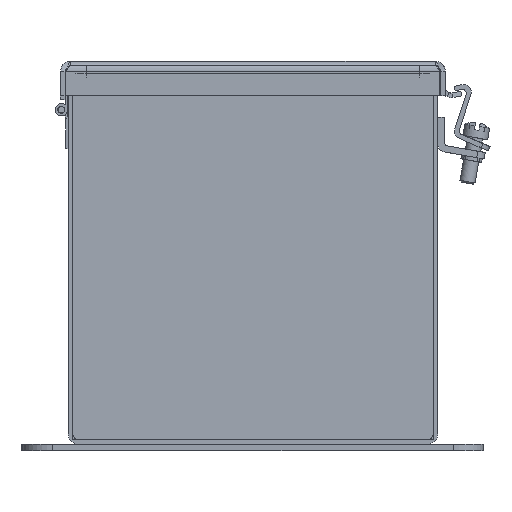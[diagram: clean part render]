
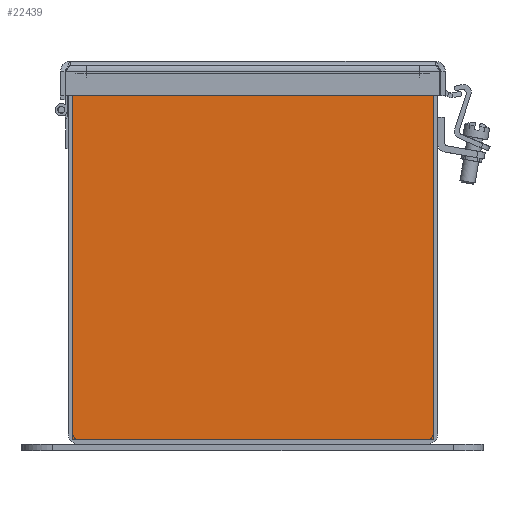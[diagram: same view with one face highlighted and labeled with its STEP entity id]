
A CAD part, left-side view. The second image highlights one B-rep face of the part: STEP entity #22439.
In plain terms, the highlighted planar face has unit normal (-1, 0, 0).
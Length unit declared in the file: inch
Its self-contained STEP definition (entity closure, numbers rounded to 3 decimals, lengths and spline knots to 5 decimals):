
#628 = VERTEX_POINT ( 'NONE', #1647 ) ;
#1015 = DIRECTION ( 'NONE',  ( 1., 0., 0. ) ) ;
#1097 = CARTESIAN_POINT ( 'NONE',  ( -18., -2.926, -1.176 ) ) ;
#1174 = LINE ( 'NONE', #3773, #26925 ) ;
#1359 = VECTOR ( 'NONE', #17406, 39.37008 ) ;
#1647 = CARTESIAN_POINT ( 'NONE',  ( -18., 2.4275, 4.58205 ) ) ;
#2519 = DIRECTION ( 'NONE',  ( 0., 0., -1. ) ) ;
#2604 = VECTOR ( 'NONE', #3930, 39.37008 ) ;
#3773 = CARTESIAN_POINT ( 'NONE',  ( -18., 0., 4.676 ) ) ;
#3776 = EDGE_CURVE ( 'NONE', #34084, #7469, #16381, .T. ) ;
#3930 = DIRECTION ( 'NONE',  ( 0., 0., 1. ) ) ;
#3985 = LINE ( 'NONE', #15297, #12410 ) ;
#4653 = LINE ( 'NONE', #21901, #34880 ) ;
#4980 = EDGE_CURVE ( 'NONE', #19585, #33135, #11657, .T. ) ;
#5417 = CARTESIAN_POINT ( 'NONE',  ( -18., 2.4275, 4.58225 ) ) ;
#5571 = ORIENTED_EDGE ( 'NONE', *, *, #4980, .F. ) ;
#5886 = LINE ( 'NONE', #8830, #34100 ) ;
#5988 = CARTESIAN_POINT ( 'NONE',  ( -18., 2.926, 4.676 ) ) ;
#6974 = VECTOR ( 'NONE', #21407, 39.37008 ) ;
#7469 = VERTEX_POINT ( 'NONE', #14914 ) ;
#7574 = DIRECTION ( 'NONE',  ( 0., 0., -1. ) ) ;
#8532 = ORIENTED_EDGE ( 'NONE', *, *, #25744, .F. ) ;
#8633 = LINE ( 'NONE', #16804, #36125 ) ;
#8692 = CARTESIAN_POINT ( 'NONE',  ( -18., 2.926, -1.176 ) ) ;
#8830 = CARTESIAN_POINT ( 'NONE',  ( -18., -2.926, 1.75 ) ) ;
#9303 = VERTEX_POINT ( 'NONE', #29969 ) ;
#10234 = VERTEX_POINT ( 'NONE', #32278 ) ;
#10406 = ORIENTED_EDGE ( 'NONE', *, *, #11393, .F. ) ;
#10531 = LINE ( 'NONE', #33331, #34348 ) ;
#10876 = ORIENTED_EDGE ( 'NONE', *, *, #24227, .T. ) ;
#11393 = EDGE_CURVE ( 'NONE', #23272, #19585, #5886, .T. ) ;
#11657 = LINE ( 'NONE', #31607, #12898 ) ;
#12410 = VECTOR ( 'NONE', #29675, 39.37008 ) ;
#12898 = VECTOR ( 'NONE', #34802, 39.37008 ) ;
#13891 = VERTEX_POINT ( 'NONE', #21075 ) ;
#14032 = DIRECTION ( 'NONE',  ( 0., -1., 0. ) ) ;
#14195 = AXIS2_PLACEMENT_3D ( 'NONE', #29702, #1015, #29882 ) ;
#14914 = CARTESIAN_POINT ( 'NONE',  ( -18., -2.4277, 4.676 ) ) ;
#15297 = CARTESIAN_POINT ( 'NONE',  ( -18., -2.4277, 4.58205 ) ) ;
#15375 = CARTESIAN_POINT ( 'NONE',  ( -18., -2.4277, 4.58205 ) ) ;
#15592 = CARTESIAN_POINT ( 'NONE',  ( -18., -2.4275, 4.58225 ) ) ;
#16381 = LINE ( 'NONE', #27607, #17266 ) ;
#16804 = CARTESIAN_POINT ( 'NONE',  ( -18., 0., 4.58225 ) ) ;
#17266 = VECTOR ( 'NONE', #33607, 39.37008 ) ;
#17406 = DIRECTION ( 'NONE',  ( 0., 1., 0. ) ) ;
#17534 = FACE_OUTER_BOUND ( 'NONE', #19422, .T. ) ;
#18072 = VECTOR ( 'NONE', #19167, 39.37008 ) ;
#19167 = DIRECTION ( 'NONE',  ( 0., 0., 1. ) ) ;
#19210 = ORIENTED_EDGE ( 'NONE', *, *, #27615, .F. ) ;
#19422 = EDGE_LOOP ( 'NONE', ( #29738, #23534, #29624, #20260, #10876, #35650, #21232, #8532, #5571, #10406, #19210, #33788 ) ) ;
#19585 = VERTEX_POINT ( 'NONE', #1097 ) ;
#20203 = LINE ( 'NONE', #26211, #1359 ) ;
#20260 = ORIENTED_EDGE ( 'NONE', *, *, #34178, .T. ) ;
#20470 = CARTESIAN_POINT ( 'NONE',  ( -18., 0., 4.676 ) ) ;
#20662 = DIRECTION ( 'NONE',  ( 0., -1., 0. ) ) ;
#21075 = CARTESIAN_POINT ( 'NONE',  ( -18., -2.4275, 4.58205 ) ) ;
#21232 = ORIENTED_EDGE ( 'NONE', *, *, #34658, .F. ) ;
#21407 = DIRECTION ( 'NONE',  ( 0., -1., 0. ) ) ;
#21901 = CARTESIAN_POINT ( 'NONE',  ( -18., 2.4277, 1.75 ) ) ;
#22439 = ADVANCED_FACE ( 'NONE', ( #17534 ), #31037, .F. ) ;
#23272 = VERTEX_POINT ( 'NONE', #27065 ) ;
#23534 = ORIENTED_EDGE ( 'NONE', *, *, #28120, .T. ) ;
#23651 = LINE ( 'NONE', #20470, #6974 ) ;
#24227 = EDGE_CURVE ( 'NONE', #628, #10234, #20203, .T. ) ;
#25744 = EDGE_CURVE ( 'NONE', #33135, #34933, #36207, .T. ) ;
#26211 = CARTESIAN_POINT ( 'NONE',  ( -18., 2.4275, 4.58205 ) ) ;
#26925 = VECTOR ( 'NONE', #20662, 39.37008 ) ;
#27065 = CARTESIAN_POINT ( 'NONE',  ( -18., -2.926, 4.676 ) ) ;
#27154 = VERTEX_POINT ( 'NONE', #5417 ) ;
#27607 = CARTESIAN_POINT ( 'NONE',  ( -18., -2.4277, 1.75 ) ) ;
#27615 = EDGE_CURVE ( 'NONE', #7469, #23272, #1174, .T. ) ;
#28120 = EDGE_CURVE ( 'NONE', #13891, #33902, #32245, .T. ) ;
#29424 = CARTESIAN_POINT ( 'NONE',  ( -18., -2.4275, 4.58205 ) ) ;
#29624 = ORIENTED_EDGE ( 'NONE', *, *, #33455, .F. ) ;
#29675 = DIRECTION ( 'NONE',  ( 0., 1., 0. ) ) ;
#29702 = CARTESIAN_POINT ( 'NONE',  ( -18., 0., 1.75 ) ) ;
#29738 = ORIENTED_EDGE ( 'NONE', *, *, #35910, .T. ) ;
#29882 = DIRECTION ( 'NONE',  ( 0., 1., 0. ) ) ;
#29886 = EDGE_CURVE ( 'NONE', #9303, #10234, #4653, .T. ) ;
#29969 = CARTESIAN_POINT ( 'NONE',  ( -18., 2.4277, 4.676 ) ) ;
#31037 = PLANE ( 'NONE',  #14195 ) ;
#31607 = CARTESIAN_POINT ( 'NONE',  ( -18., 0., -1.176 ) ) ;
#32245 = LINE ( 'NONE', #29424, #2604 ) ;
#32278 = CARTESIAN_POINT ( 'NONE',  ( -18., 2.4277, 4.58205 ) ) ;
#33135 = VERTEX_POINT ( 'NONE', #8692 ) ;
#33331 = CARTESIAN_POINT ( 'NONE',  ( -18., 2.4275, 4.676 ) ) ;
#33426 = CARTESIAN_POINT ( 'NONE',  ( -18., 2.926, 1.75 ) ) ;
#33455 = EDGE_CURVE ( 'NONE', #27154, #33902, #8633, .T. ) ;
#33607 = DIRECTION ( 'NONE',  ( 0., 0., 1. ) ) ;
#33788 = ORIENTED_EDGE ( 'NONE', *, *, #3776, .F. ) ;
#33902 = VERTEX_POINT ( 'NONE', #15592 ) ;
#34084 = VERTEX_POINT ( 'NONE', #15375 ) ;
#34088 = DIRECTION ( 'NONE',  ( 0., 0., -1. ) ) ;
#34100 = VECTOR ( 'NONE', #2519, 39.37008 ) ;
#34178 = EDGE_CURVE ( 'NONE', #27154, #628, #10531, .T. ) ;
#34348 = VECTOR ( 'NONE', #7574, 39.37008 ) ;
#34658 = EDGE_CURVE ( 'NONE', #34933, #9303, #23651, .T. ) ;
#34802 = DIRECTION ( 'NONE',  ( 0., 1., 0. ) ) ;
#34880 = VECTOR ( 'NONE', #34088, 39.37008 ) ;
#34933 = VERTEX_POINT ( 'NONE', #5988 ) ;
#35650 = ORIENTED_EDGE ( 'NONE', *, *, #29886, .F. ) ;
#35910 = EDGE_CURVE ( 'NONE', #34084, #13891, #3985, .T. ) ;
#36125 = VECTOR ( 'NONE', #14032, 39.37008 ) ;
#36207 = LINE ( 'NONE', #33426, #18072 ) ;
